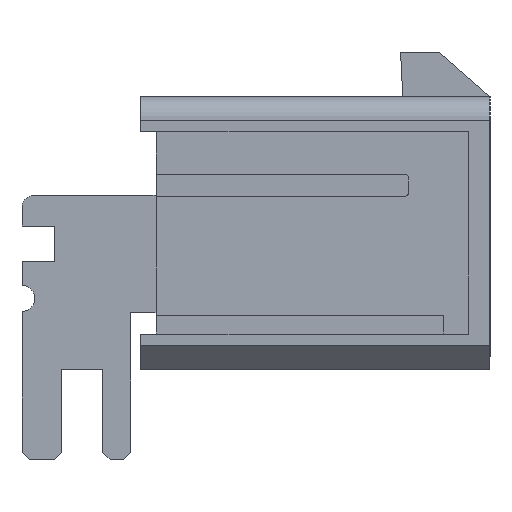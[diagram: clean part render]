
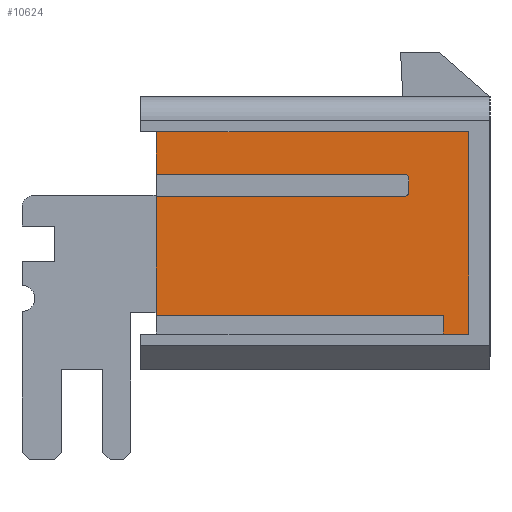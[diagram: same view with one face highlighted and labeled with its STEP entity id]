
A CAD part, left-side view. The second image highlights one B-rep face of the part: STEP entity #10624.
In plain terms, the highlighted planar face has unit normal (-1, 0, 0).
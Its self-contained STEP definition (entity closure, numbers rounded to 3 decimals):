
#1256 = DIRECTION ( 'NONE',  ( 0., -1., 0. ) ) ;
#1625 = CARTESIAN_POINT ( 'NONE',  ( -10.04, -13.81, 7.504 ) ) ;
#1693 = VERTEX_POINT ( 'NONE', #1972 ) ;
#1758 = EDGE_CURVE ( 'NONE', #21264, #1693, #16227, .T. ) ;
#1909 = CARTESIAN_POINT ( 'NONE',  ( -10.04, -15.259, 2.282 ) ) ;
#1972 = CARTESIAN_POINT ( 'NONE',  ( -10.04, -3.124, 8.248 ) ) ;
#2312 = AXIS2_PLACEMENT_3D ( 'NONE', #9777, #16285, #13239 ) ;
#2853 = VECTOR ( 'NONE', #1256, 1000. ) ;
#2906 = CARTESIAN_POINT ( 'NONE',  ( -10.04, -13.81, 7.504 ) ) ;
#3014 = DIRECTION ( 'NONE',  ( 0., 0., 1. ) ) ;
#3550 = DIRECTION ( 'NONE',  ( 0., 1., 0. ) ) ;
#3848 = CARTESIAN_POINT ( 'NONE',  ( -10.04, -15.259, 1.49 ) ) ;
#4244 = DIRECTION ( 'NONE',  ( 0., 0., -1. ) ) ;
#4369 = DIRECTION ( 'NONE',  ( 0., -1., 0. ) ) ;
#4447 = EDGE_CURVE ( 'NONE', #17262, #8045, #4919, .T. ) ;
#4596 = EDGE_CURVE ( 'NONE', #16748, #9573, #19450, .T. ) ;
#4818 = CARTESIAN_POINT ( 'NONE',  ( -10.04, -13.61, 8.248 ) ) ;
#4919 = LINE ( 'NONE', #13255, #11527 ) ;
#5966 = FACE_OUTER_BOUND ( 'NONE', #6254, .T. ) ;
#6084 = VERTEX_POINT ( 'NONE', #19100 ) ;
#6254 = EDGE_LOOP ( 'NONE', ( #12267, #12476, #9566, #14752, #16469, #20506, #6475, #6765, #19030, #10140, #11808, #19180 ) ) ;
#6475 = ORIENTED_EDGE ( 'NONE', *, *, #11840, .F. ) ;
#6540 = LINE ( 'NONE', #16652, #7004 ) ;
#6765 = ORIENTED_EDGE ( 'NONE', *, *, #14157, .F. ) ;
#6962 = AXIS2_PLACEMENT_3D ( 'NONE', #14846, #19882, #18039 ) ;
#7004 = VECTOR ( 'NONE', #13169, 1000. ) ;
#7248 = VECTOR ( 'NONE', #9393, 1000. ) ;
#7556 = EDGE_CURVE ( 'NONE', #10856, #10752, #19189, .T. ) ;
#7885 = CARTESIAN_POINT ( 'NONE',  ( -10.04, -3.124, 7.304 ) ) ;
#8045 = VERTEX_POINT ( 'NONE', #12147 ) ;
#8382 = LINE ( 'NONE', #19822, #16970 ) ;
#9131 = PLANE ( 'NONE',  #2312 ) ;
#9393 = DIRECTION ( 'NONE',  ( 0., 0., -1. ) ) ;
#9508 = LINE ( 'NONE', #17779, #2853 ) ;
#9566 = ORIENTED_EDGE ( 'NONE', *, *, #14462, .T. ) ;
#9573 = VERTEX_POINT ( 'NONE', #9828 ) ;
#9742 = VERTEX_POINT ( 'NONE', #4818 ) ;
#9769 = VERTEX_POINT ( 'NONE', #3848 ) ;
#9777 = CARTESIAN_POINT ( 'NONE',  ( -10.04, 0., 0. ) ) ;
#9828 = CARTESIAN_POINT ( 'NONE',  ( -10.04, -13.61, 7.304 ) ) ;
#9831 = VERTEX_POINT ( 'NONE', #15545 ) ;
#10091 = LINE ( 'NONE', #18062, #20993 ) ;
#10140 = ORIENTED_EDGE ( 'NONE', *, *, #18411, .F. ) ;
#10624 = ADVANCED_FACE ( 'NONE', ( #5966 ), #9131, .T. ) ;
#10643 = VECTOR ( 'NONE', #15507, 1000. ) ;
#10752 = VERTEX_POINT ( 'NONE', #19896 ) ;
#10856 = VERTEX_POINT ( 'NONE', #1625 ) ;
#11328 = CARTESIAN_POINT ( 'NONE',  ( -10.04, -3.124, 1.49 ) ) ;
#11527 = VECTOR ( 'NONE', #20218, 1000. ) ;
#11808 = ORIENTED_EDGE ( 'NONE', *, *, #4596, .F. ) ;
#11840 = EDGE_CURVE ( 'NONE', #9742, #1693, #12114, .T. ) ;
#12114 = LINE ( 'NONE', #18792, #10643 ) ;
#12147 = CARTESIAN_POINT ( 'NONE',  ( -10.04, -3.124, 2.282 ) ) ;
#12267 = ORIENTED_EDGE ( 'NONE', *, *, #4447, .F. ) ;
#12476 = ORIENTED_EDGE ( 'NONE', *, *, #17471, .F. ) ;
#12628 = EDGE_CURVE ( 'NONE', #16748, #8045, #17360, .T. ) ;
#12668 = DIRECTION ( 'NONE',  ( -1., 0., 0. ) ) ;
#13128 = DIRECTION ( 'NONE',  ( 0., 0., 1. ) ) ;
#13169 = DIRECTION ( 'NONE',  ( 0., 0., 1. ) ) ;
#13192 = EDGE_CURVE ( 'NONE', #9831, #21264, #8382, .T. ) ;
#13239 = DIRECTION ( 'NONE',  ( 0., -1., 0. ) ) ;
#13255 = CARTESIAN_POINT ( 'NONE',  ( -10.04, -3.124, 2.282 ) ) ;
#14157 = EDGE_CURVE ( 'NONE', #10752, #9742, #20166, .T. ) ;
#14399 = CARTESIAN_POINT ( 'NONE',  ( -10.04, -13.61, 8.048 ) ) ;
#14462 = EDGE_CURVE ( 'NONE', #9769, #6084, #9508, .T. ) ;
#14593 = CIRCLE ( 'NONE', #6962, 0.2 ) ;
#14752 = ORIENTED_EDGE ( 'NONE', *, *, #20715, .T. ) ;
#14846 = CARTESIAN_POINT ( 'NONE',  ( -10.04, -13.61, 7.504 ) ) ;
#15507 = DIRECTION ( 'NONE',  ( 0., 1., 0. ) ) ;
#15545 = CARTESIAN_POINT ( 'NONE',  ( -10.04, -16.336, 10.039 ) ) ;
#15577 = VECTOR ( 'NONE', #4244, 1000. ) ;
#16227 = LINE ( 'NONE', #11328, #7248 ) ;
#16285 = DIRECTION ( 'NONE',  ( -1., 0., 0. ) ) ;
#16333 = VECTOR ( 'NONE', #3014, 1000. ) ;
#16469 = ORIENTED_EDGE ( 'NONE', *, *, #13192, .T. ) ;
#16652 = CARTESIAN_POINT ( 'NONE',  ( -10.04, -16.336, 1.49 ) ) ;
#16748 = VERTEX_POINT ( 'NONE', #19750 ) ;
#16970 = VECTOR ( 'NONE', #3550, 1000. ) ;
#17262 = VERTEX_POINT ( 'NONE', #1909 ) ;
#17360 = LINE ( 'NONE', #18900, #15577 ) ;
#17397 = AXIS2_PLACEMENT_3D ( 'NONE', #14399, #12668, #18020 ) ;
#17471 = EDGE_CURVE ( 'NONE', #9769, #17262, #10091, .T. ) ;
#17779 = CARTESIAN_POINT ( 'NONE',  ( -10.04, -3.124, 1.49 ) ) ;
#18020 = DIRECTION ( 'NONE',  ( 0., -1., 0. ) ) ;
#18039 = DIRECTION ( 'NONE',  ( 0., -1., 0. ) ) ;
#18062 = CARTESIAN_POINT ( 'NONE',  ( -10.04, -15.259, 1.49 ) ) ;
#18411 = EDGE_CURVE ( 'NONE', #9573, #10856, #14593, .T. ) ;
#18414 = VECTOR ( 'NONE', #4369, 1000. ) ;
#18792 = CARTESIAN_POINT ( 'NONE',  ( -10.04, -3.124, 8.248 ) ) ;
#18900 = CARTESIAN_POINT ( 'NONE',  ( -10.04, -3.124, 1.49 ) ) ;
#19030 = ORIENTED_EDGE ( 'NONE', *, *, #7556, .F. ) ;
#19100 = CARTESIAN_POINT ( 'NONE',  ( -10.04, -16.336, 1.49 ) ) ;
#19180 = ORIENTED_EDGE ( 'NONE', *, *, #12628, .T. ) ;
#19189 = LINE ( 'NONE', #2906, #16333 ) ;
#19450 = LINE ( 'NONE', #7885, #18414 ) ;
#19750 = CARTESIAN_POINT ( 'NONE',  ( -10.04, -3.124, 7.304 ) ) ;
#19822 = CARTESIAN_POINT ( 'NONE',  ( -10.04, -3.124, 10.039 ) ) ;
#19882 = DIRECTION ( 'NONE',  ( -1., 0., 0. ) ) ;
#19896 = CARTESIAN_POINT ( 'NONE',  ( -10.04, -13.81, 8.048 ) ) ;
#20166 = CIRCLE ( 'NONE', #17397, 0.2 ) ;
#20218 = DIRECTION ( 'NONE',  ( 0., 1., 0. ) ) ;
#20506 = ORIENTED_EDGE ( 'NONE', *, *, #1758, .T. ) ;
#20652 = CARTESIAN_POINT ( 'NONE',  ( -10.04, -3.124, 10.039 ) ) ;
#20715 = EDGE_CURVE ( 'NONE', #6084, #9831, #6540, .T. ) ;
#20993 = VECTOR ( 'NONE', #13128, 1000. ) ;
#21264 = VERTEX_POINT ( 'NONE', #20652 ) ;
